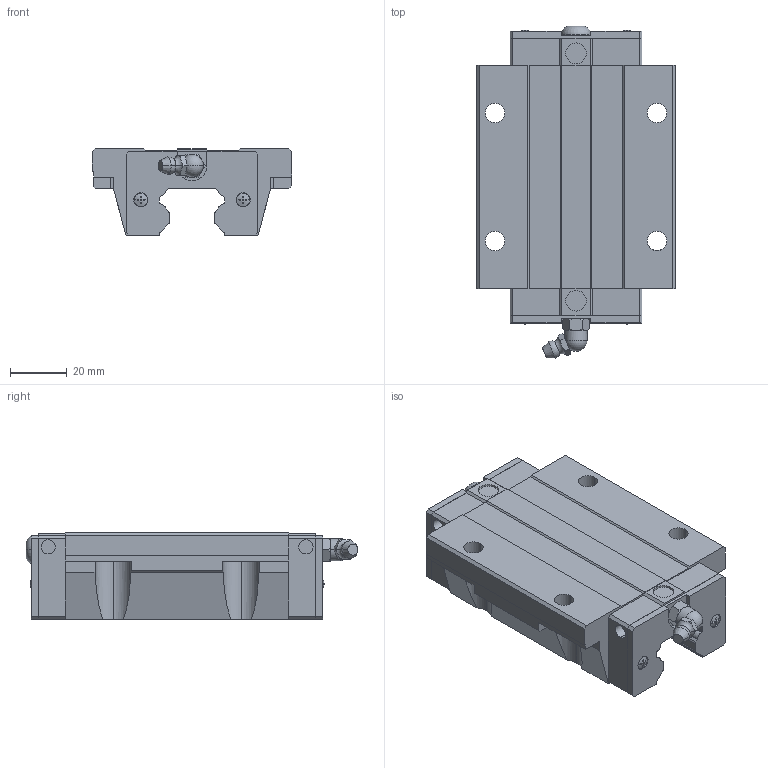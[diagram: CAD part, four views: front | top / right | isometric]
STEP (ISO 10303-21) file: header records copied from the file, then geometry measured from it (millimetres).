
FILE_DESCRIPTION(('STEP AP214'),'1');
FILE_NAME('cctmp_3F19984E-C2D7-4448-B065-67B1A4D72288_2020_4_23_15_17_55_817..stp','2020-04-23T13:17:56',('HIWIN GmbH'),('CADClick - www.CADClick.com'),'Spatial InterOp 3D',' ','unknown authorization');
FILE_SCHEMA(('AUTOMOTIVE_DESIGN'));
Length unit declared in the file: millimetre
Products named in the file (1): HGW25HCZ0H_FILE
Bounding box: 70 x 116.71 x 30.5 mm (x, y, z)
Volume: 134996 mm3; surface area: 27728.2 mm2
Topology: 1 solids, 4 shells, 363 faces, 977 edges, 637 vertices
Faces by surface type: plane 223, cylinder 82, cone 38, torus 18, sphere 2
Entity records: 14484 total; most frequent: CARTESIAN_POINT 2512, ORIENTED_EDGE 1950, DIRECTION 1844, EDGE_CURVE 975, VERTEX_POINT 637, AXIS2_PLACEMENT_3D 621, LINE 602, VECTOR 602
